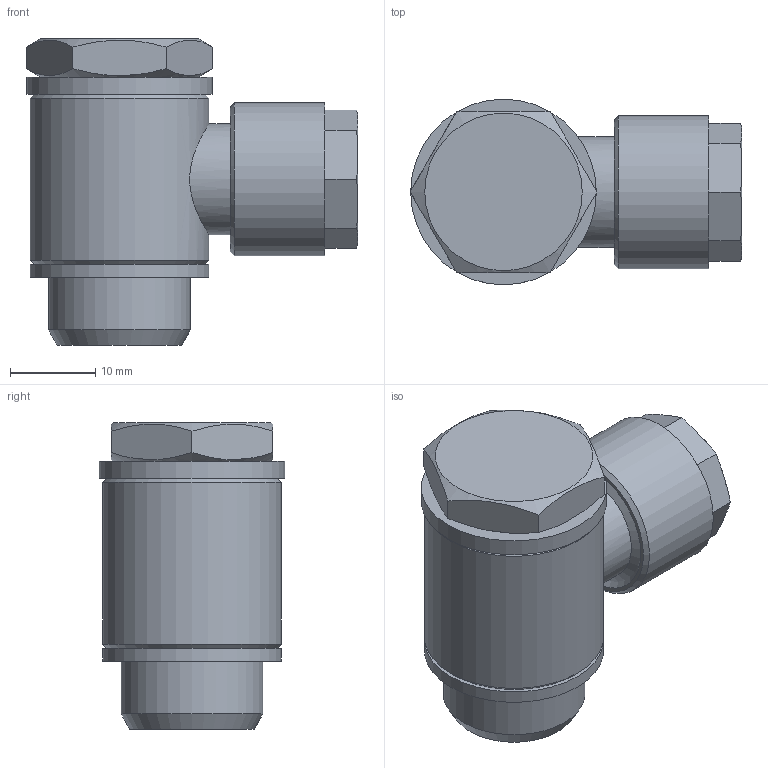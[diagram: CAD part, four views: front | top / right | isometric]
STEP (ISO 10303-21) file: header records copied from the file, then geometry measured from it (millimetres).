
FILE_DESCRIPTION(( 'MC.34.12.38.STP' ), '1');
FILE_NAME( 'MC.34.12.38.STP', '2018-10-02T09:02:47',( 'Sopra'),('sopra-pneumatic.com'), 'SwSTEP 2.0','SolidWorks 2009','' );
FILE_SCHEMA (('AUTOMOTIVE_DESIGN { 1 0 10303 214 1 1 1 1 }'));
Length unit declared in the file: millimetre
Products named in the file (6): Root; 15018; 800034; Überwurfmutter; 800044; 14404A_HOHLSCHRAUBE_3-8_SW19
Assembly tree (5 placements, depth 2):
  Root
    15018
    800034
    Überwurfmutter
    800044
    14404A_HOHLSCHRAUBE_3-8_SW19
Bounding box: 38.97 x 21.8 x 36 mm (x, y, z)
Volume: 11207.4 mm3; surface area: 9919.8 mm2
Topology: 5 solids, 5 shells, 71 faces, 159 edges, 103 vertices
Faces by surface type: plane 30, cone 24, cylinder 16, torus 1
Full cylindrical faces by diameter (mm): 8.5 x1, 10 x1, 10.5 x1, 12 x1, 13 x1, 14.73 x1, 16 x1, 16.5 x1, 16.662 x1, 16.7 x1, 16.8 x1, 17.1 x1, 18 x1, 21 x2, 21.8 x1
Entity records: 3405 total; most frequent: CARTESIAN_POINT 824, DIRECTION 346, PRESENTATION_STYLE_ASSIGNMENT 215, COLOUR_RGB 213, DRAUGHTING_PRE_DEFINED_CURVE_FONT 210, CURVE_STYLE 210, OVER_RIDING_STYLED_ITEM 210, ORIENTED_EDGE 210
